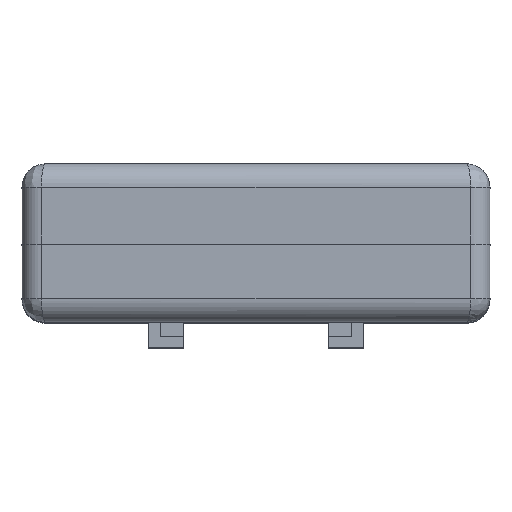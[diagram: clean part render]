
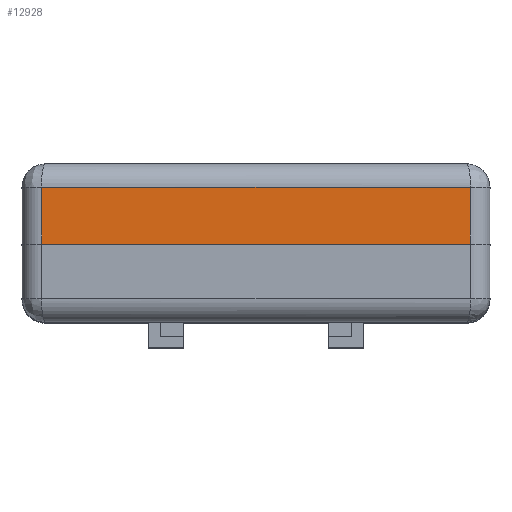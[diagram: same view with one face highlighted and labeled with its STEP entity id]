
A CAD part, top view. The second image highlights one B-rep face of the part: STEP entity #12928.
In plain terms, the highlighted face is planar.
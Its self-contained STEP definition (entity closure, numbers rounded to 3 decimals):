
#7313=DIRECTION('',(-1.,0.,0.));
#7314=VECTOR('',#7313,55.);
#7315=CARTESIAN_POINT('',(27.5,0.,-42.5));
#7316=LINE('',#7315,#7314);
#8987=DIRECTION('',(0.,-1.,0.));
#8988=VECTOR('',#8987,7.3);
#8989=CARTESIAN_POINT('',(-27.5,7.3,
-42.5));
#8990=LINE('',#8989,#8988);
#8991=DIRECTION('',(0.,-1.,0.));
#8992=VECTOR('',#8991,7.3);
#8993=CARTESIAN_POINT('',(27.5,7.3,-42.5));
#8994=LINE('',#8993,#8992);
#8995=DIRECTION('',(-1.,0.,0.));
#8996=VECTOR('',#8995,55.);
#8997=CARTESIAN_POINT('',(27.5,7.3,-42.5));
#8998=LINE('',#8997,#8996);
#9752=CARTESIAN_POINT('',(-27.5,0.,-42.5));
#9754=VERTEX_POINT('',#9752);
#9755=CARTESIAN_POINT('',(-27.5,7.3,
-42.5));
#9756=VERTEX_POINT('',#9755);
#9763=CARTESIAN_POINT('',(27.5,7.3,-42.5));
#9764=VERTEX_POINT('',#9763);
#9765=CARTESIAN_POINT('',(27.5,0.,-42.5));
#9767=VERTEX_POINT('',#9765);
#12917=CARTESIAN_POINT('',(30.,0.,-42.5));
#12918=DIRECTION('',(0.,0.,-1.));
#12919=DIRECTION('',(-1.,0.,0.));
#12920=AXIS2_PLACEMENT_3D('',#12917,#12918,#12919);
#12921=PLANE('',#12920);
#12922=ORIENTED_EDGE('',*,*,#12910,.T.);
#12923=ORIENTED_EDGE('',*,*,#10350,.F.);
#12924=ORIENTED_EDGE('',*,*,#11034,.F.);
#12925=ORIENTED_EDGE('',*,*,#11099,.T.);
#12926=EDGE_LOOP('',(#12922,#12923,#12924,#12925));
#12927=FACE_OUTER_BOUND('',#12926,.F.);
#10350=EDGE_CURVE('',#9767,#9754,#7316,.T.);
#11034=EDGE_CURVE('',#9764,#9767,#8994,.T.);
#11099=EDGE_CURVE('',#9764,#9756,#8998,.T.);
#12910=EDGE_CURVE('',#9756,#9754,#8990,.T.);
#12928=ADVANCED_FACE('',(#12927),#12921,.T.);
